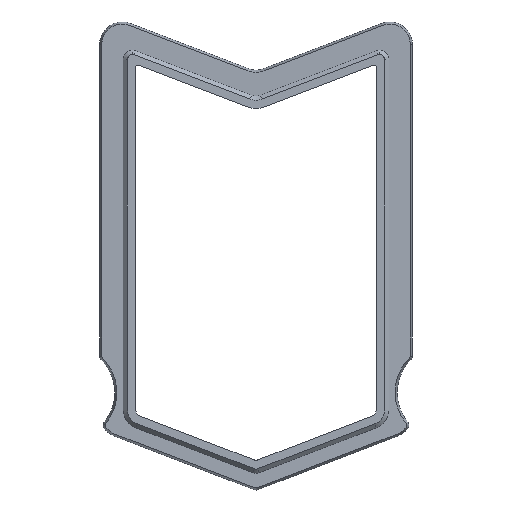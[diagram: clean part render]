
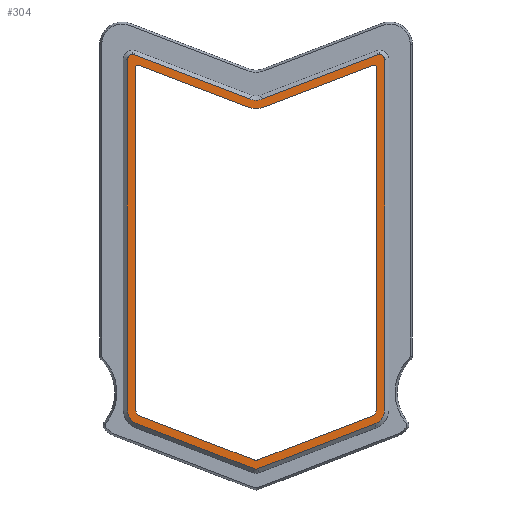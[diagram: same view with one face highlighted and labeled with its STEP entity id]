
A CAD part, front view. The second image highlights one B-rep face of the part: STEP entity #304.
In plain terms, the highlighted planar face has unit normal (0, -1, 0).
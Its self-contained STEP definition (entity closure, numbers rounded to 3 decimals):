
#55=CARTESIAN_POINT('',(0.,63.45,-12.998));
#56=DIRECTION('',(-0.,1.,-0.));
#57=DIRECTION('',(0.,0.,1.));
#58=AXIS2_PLACEMENT_3D('',#55,#56,#57);
#59=PLANE('',#58);
#60=CARTESIAN_POINT('',(12.5,63.45,30.028));
#61=VERTEX_POINT('',#60);
#62=CARTESIAN_POINT('',(12.5,63.45,64.05));
#63=VERTEX_POINT('',#62);
#64=CARTESIAN_POINT('',(12.5,63.45,30.028));
#65=DIRECTION('',(-0.,0.,1.));
#66=VECTOR('',#65,34.022);
#67=LINE('',#64,#66);
#68=EDGE_CURVE('',#61,#63,#67,.T.);
#69=ORIENTED_EDGE('',*,*,#68,.T.);
#70=CARTESIAN_POINT('',(12.,63.45,64.55));
#71=VERTEX_POINT('',#70);
#72=CARTESIAN_POINT('',(12.,63.45,64.05));
#73=DIRECTION('',(0.,-1.,0.));
#74=DIRECTION('',(0.,0.,1.));
#75=AXIS2_PLACEMENT_3D('',#72,#73,#74);
#76=CIRCLE('',#75,0.5);
#77=EDGE_CURVE('',#63,#71,#76,.T.);
#78=ORIENTED_EDGE('',*,*,#77,.T.);
#79=CARTESIAN_POINT('',(11.821,63.45,64.517));
#80=VERTEX_POINT('',#79);
#81=CARTESIAN_POINT('',(12.,63.45,64.05));
#82=DIRECTION('',(0.,-1.,0.));
#83=DIRECTION('',(0.,0.,1.));
#84=AXIS2_PLACEMENT_3D('',#81,#82,#83);
#85=CIRCLE('',#84,0.5);
#86=EDGE_CURVE('',#71,#80,#85,.T.);
#87=ORIENTED_EDGE('',*,*,#86,.T.);
#88=CARTESIAN_POINT('',(0.537,63.45,60.193));
#89=VERTEX_POINT('',#88);
#90=CARTESIAN_POINT('',(11.821,63.45,64.517));
#91=DIRECTION('',(-0.934,-0.,-0.358));
#92=VECTOR('',#91,12.084);
#93=LINE('',#90,#92);
#94=EDGE_CURVE('',#80,#89,#93,.T.);
#95=ORIENTED_EDGE('',*,*,#94,.T.);
#96=CARTESIAN_POINT('',(0.,63.45,60.094));
#97=VERTEX_POINT('',#96);
#98=CARTESIAN_POINT('',(0.,63.45,61.594));
#99=DIRECTION('',(-0.,1.,-0.));
#100=DIRECTION('',(0.,0.,1.));
#101=AXIS2_PLACEMENT_3D('',#98,#99,#100);
#102=CIRCLE('',#101,1.5);
#103=EDGE_CURVE('',#89,#97,#102,.T.);
#104=ORIENTED_EDGE('',*,*,#103,.T.);
#105=CARTESIAN_POINT('',(-0.537,63.45,60.193));
#106=VERTEX_POINT('',#105);
#107=CARTESIAN_POINT('',(0.,63.45,61.594));
#108=DIRECTION('',(-0.,1.,-0.));
#109=DIRECTION('',(0.,0.,1.));
#110=AXIS2_PLACEMENT_3D('',#107,#108,#109);
#111=CIRCLE('',#110,1.5);
#112=EDGE_CURVE('',#97,#106,#111,.T.);
#113=ORIENTED_EDGE('',*,*,#112,.T.);
#114=CARTESIAN_POINT('',(-11.821,63.45,64.517));
#115=VERTEX_POINT('',#114);
#116=CARTESIAN_POINT('',(-0.537,63.45,60.193));
#117=DIRECTION('',(-0.934,0.,0.358));
#118=VECTOR('',#117,12.084);
#119=LINE('',#116,#118);
#120=EDGE_CURVE('',#106,#115,#119,.T.);
#121=ORIENTED_EDGE('',*,*,#120,.T.);
#122=CARTESIAN_POINT('',(-12.,63.45,64.55));
#123=VERTEX_POINT('',#122);
#124=CARTESIAN_POINT('',(-12.,63.45,64.05));
#125=DIRECTION('',(0.,-1.,0.));
#126=DIRECTION('',(0.,0.,1.));
#127=AXIS2_PLACEMENT_3D('',#124,#125,#126);
#128=CIRCLE('',#127,0.5);
#129=EDGE_CURVE('',#115,#123,#128,.T.);
#130=ORIENTED_EDGE('',*,*,#129,.T.);
#131=CARTESIAN_POINT('',(-12.5,63.45,64.05));
#132=VERTEX_POINT('',#131);
#133=CARTESIAN_POINT('',(-12.,63.45,64.05));
#134=DIRECTION('',(0.,-1.,0.));
#135=DIRECTION('',(0.,0.,1.));
#136=AXIS2_PLACEMENT_3D('',#133,#134,#135);
#137=CIRCLE('',#136,0.5);
#138=EDGE_CURVE('',#123,#132,#137,.T.);
#139=ORIENTED_EDGE('',*,*,#138,.T.);
#140=CARTESIAN_POINT('',(-12.5,63.45,30.028));
#141=VERTEX_POINT('',#140);
#142=CARTESIAN_POINT('',(-12.5,63.45,64.05));
#143=DIRECTION('',(0.,-0.,-1.));
#144=VECTOR('',#143,34.022);
#145=LINE('',#142,#144);
#146=EDGE_CURVE('',#132,#141,#145,.T.);
#147=ORIENTED_EDGE('',*,*,#146,.T.);
#148=CARTESIAN_POINT('',(-11.537,63.45,28.628));
#149=VERTEX_POINT('',#148);
#150=CARTESIAN_POINT('',(-11.,63.45,30.028));
#151=DIRECTION('',(0.,-1.,0.));
#152=DIRECTION('',(0.,0.,1.));
#153=AXIS2_PLACEMENT_3D('',#150,#151,#152);
#154=CIRCLE('',#153,1.5);
#155=EDGE_CURVE('',#141,#149,#154,.T.);
#156=ORIENTED_EDGE('',*,*,#155,.T.);
#157=CARTESIAN_POINT('',(-0.179,63.45,24.276));
#158=VERTEX_POINT('',#157);
#159=CARTESIAN_POINT('',(-11.537,63.45,28.628));
#160=DIRECTION('',(0.934,-0.,-0.358));
#161=VECTOR('',#160,12.163);
#162=LINE('',#159,#161);
#163=EDGE_CURVE('',#149,#158,#162,.T.);
#164=ORIENTED_EDGE('',*,*,#163,.T.);
#165=CARTESIAN_POINT('',(0.179,63.45,24.276));
#166=VERTEX_POINT('',#165);
#167=CARTESIAN_POINT('',(0.,63.45,24.743));
#168=DIRECTION('',(0.,-1.,0.));
#169=DIRECTION('',(0.,0.,1.));
#170=AXIS2_PLACEMENT_3D('',#167,#168,#169);
#171=CIRCLE('',#170,0.5);
#172=EDGE_CURVE('',#158,#166,#171,.T.);
#173=ORIENTED_EDGE('',*,*,#172,.T.);
#174=CARTESIAN_POINT('',(11.537,63.45,28.628));
#175=VERTEX_POINT('',#174);
#176=CARTESIAN_POINT('',(0.179,63.45,24.276));
#177=DIRECTION('',(0.934,0.,0.358));
#178=VECTOR('',#177,12.163);
#179=LINE('',#176,#178);
#180=EDGE_CURVE('',#166,#175,#179,.T.);
#181=ORIENTED_EDGE('',*,*,#180,.T.);
#182=CARTESIAN_POINT('',(11.,63.45,30.028));
#183=DIRECTION('',(0.,-1.,0.));
#184=DIRECTION('',(0.,0.,1.));
#185=AXIS2_PLACEMENT_3D('',#182,#183,#184);
#186=CIRCLE('',#185,1.5);
#187=EDGE_CURVE('',#175,#61,#186,.T.);
#188=ORIENTED_EDGE('',*,*,#187,.T.);
#189=EDGE_LOOP('',(#69,#78,#87,#95,#104,#113,#121,#130,#139,#147,#156,#164,#173,#181,#188));
#190=FACE_BOUND('',#189,.T.);
#191=CARTESIAN_POINT('',(11.7,63.45,30.028));
#192=VERTEX_POINT('',#191);
#193=CARTESIAN_POINT('',(11.7,63.45,63.323));
#194=VERTEX_POINT('',#193);
#195=CARTESIAN_POINT('',(11.7,63.45,30.028));
#196=DIRECTION('',(-0.,0.,1.));
#197=VECTOR('',#196,33.295);
#198=LINE('',#195,#197);
#199=EDGE_CURVE('',#192,#194,#198,.T.);
#200=ORIENTED_EDGE('',*,*,#199,.F.);
#201=CARTESIAN_POINT('',(11.25,63.45,29.375));
#202=VERTEX_POINT('',#201);
#203=CARTESIAN_POINT('',(11.,63.45,30.028));
#204=DIRECTION('',(-0.,1.,-0.));
#205=DIRECTION('',(0.,0.,1.));
#206=AXIS2_PLACEMENT_3D('',#203,#204,#205);
#207=CIRCLE('',#206,0.7);
#208=EDGE_CURVE('',#192,#202,#207,.T.);
#209=ORIENTED_EDGE('',*,*,#208,.T.);
#210=CARTESIAN_POINT('',(0.179,63.45,25.133));
#211=VERTEX_POINT('',#210);
#212=CARTESIAN_POINT('',(0.179,63.45,25.133));
#213=DIRECTION('',(0.934,0.,0.358));
#214=VECTOR('',#213,11.856);
#215=LINE('',#212,#214);
#216=EDGE_CURVE('',#211,#202,#215,.T.);
#217=ORIENTED_EDGE('',*,*,#216,.F.);
#218=CARTESIAN_POINT('',(0.,63.45,25.1));
#219=VERTEX_POINT('',#218);
#220=CARTESIAN_POINT('',(0.,63.45,25.6));
#221=DIRECTION('',(-0.,1.,-0.));
#222=DIRECTION('',(0.,0.,1.));
#223=AXIS2_PLACEMENT_3D('',#220,#221,#222);
#224=CIRCLE('',#223,0.5);
#225=EDGE_CURVE('',#211,#219,#224,.T.);
#226=ORIENTED_EDGE('',*,*,#225,.T.);
#227=CARTESIAN_POINT('',(-0.179,63.45,25.133));
#228=VERTEX_POINT('',#227);
#229=CARTESIAN_POINT('',(0.,63.45,25.6));
#230=DIRECTION('',(-0.,1.,-0.));
#231=DIRECTION('',(0.,0.,1.));
#232=AXIS2_PLACEMENT_3D('',#229,#230,#231);
#233=CIRCLE('',#232,0.5);
#234=EDGE_CURVE('',#219,#228,#233,.T.);
#235=ORIENTED_EDGE('',*,*,#234,.T.);
#236=CARTESIAN_POINT('',(-11.25,63.45,29.375));
#237=VERTEX_POINT('',#236);
#238=CARTESIAN_POINT('',(-11.25,63.45,29.375));
#239=DIRECTION('',(0.934,-0.,-0.358));
#240=VECTOR('',#239,11.856);
#241=LINE('',#238,#240);
#242=EDGE_CURVE('',#237,#228,#241,.T.);
#243=ORIENTED_EDGE('',*,*,#242,.F.);
#244=CARTESIAN_POINT('',(-11.7,63.45,30.028));
#245=VERTEX_POINT('',#244);
#246=CARTESIAN_POINT('',(-11.,63.45,30.028));
#247=DIRECTION('',(-0.,1.,-0.));
#248=DIRECTION('',(0.,0.,1.));
#249=AXIS2_PLACEMENT_3D('',#246,#247,#248);
#250=CIRCLE('',#249,0.7);
#251=EDGE_CURVE('',#237,#245,#250,.T.);
#252=ORIENTED_EDGE('',*,*,#251,.T.);
#253=CARTESIAN_POINT('',(-11.7,63.45,63.323));
#254=VERTEX_POINT('',#253);
#255=CARTESIAN_POINT('',(-11.7,63.45,63.323));
#256=DIRECTION('',(0.,-0.,-1.));
#257=VECTOR('',#256,33.295);
#258=LINE('',#255,#257);
#259=EDGE_CURVE('',#254,#245,#258,.T.);
#260=ORIENTED_EDGE('',*,*,#259,.F.);
#261=CARTESIAN_POINT('',(-11.428,63.45,63.51));
#262=VERTEX_POINT('',#261);
#263=CARTESIAN_POINT('',(-11.5,63.45,63.323));
#264=DIRECTION('',(-0.,1.,-0.));
#265=DIRECTION('',(0.,0.,1.));
#266=AXIS2_PLACEMENT_3D('',#263,#264,#265);
#267=CIRCLE('',#266,0.2);
#268=EDGE_CURVE('',#254,#262,#267,.T.);
#269=ORIENTED_EDGE('',*,*,#268,.T.);
#270=CARTESIAN_POINT('',(-0.823,63.45,59.446));
#271=VERTEX_POINT('',#270);
#272=CARTESIAN_POINT('',(-0.823,63.45,59.446));
#273=DIRECTION('',(-0.934,0.,0.358));
#274=VECTOR('',#273,11.357);
#275=LINE('',#272,#274);
#276=EDGE_CURVE('',#271,#262,#275,.T.);
#277=ORIENTED_EDGE('',*,*,#276,.F.);
#278=CARTESIAN_POINT('',(0.823,63.45,59.446));
#279=VERTEX_POINT('',#278);
#280=CARTESIAN_POINT('',(0.,63.45,61.594));
#281=DIRECTION('',(-0.,1.,-0.));
#282=DIRECTION('',(0.,0.,1.));
#283=AXIS2_PLACEMENT_3D('',#280,#281,#282);
#284=CIRCLE('',#283,2.3);
#285=EDGE_CURVE('',#279,#271,#284,.T.);
#286=ORIENTED_EDGE('',*,*,#285,.F.);
#287=CARTESIAN_POINT('',(11.428,63.45,63.51));
#288=VERTEX_POINT('',#287);
#289=CARTESIAN_POINT('',(11.428,63.45,63.51));
#290=DIRECTION('',(-0.934,-0.,-0.358));
#291=VECTOR('',#290,11.357);
#292=LINE('',#289,#291);
#293=EDGE_CURVE('',#288,#279,#292,.T.);
#294=ORIENTED_EDGE('',*,*,#293,.F.);
#295=CARTESIAN_POINT('',(11.5,63.45,63.323));
#296=DIRECTION('',(-0.,1.,-0.));
#297=DIRECTION('',(0.,0.,1.));
#298=AXIS2_PLACEMENT_3D('',#295,#296,#297);
#299=CIRCLE('',#298,0.2);
#300=EDGE_CURVE('',#288,#194,#299,.T.);
#301=ORIENTED_EDGE('',*,*,#300,.T.);
#302=EDGE_LOOP('',(#200,#209,#217,#226,#235,#243,#252,#260,#269,#277,#286,#294,#301));
#303=FACE_BOUND('',#302,.T.);
#304=ADVANCED_FACE('',(#190,#303),#59,.F.);
